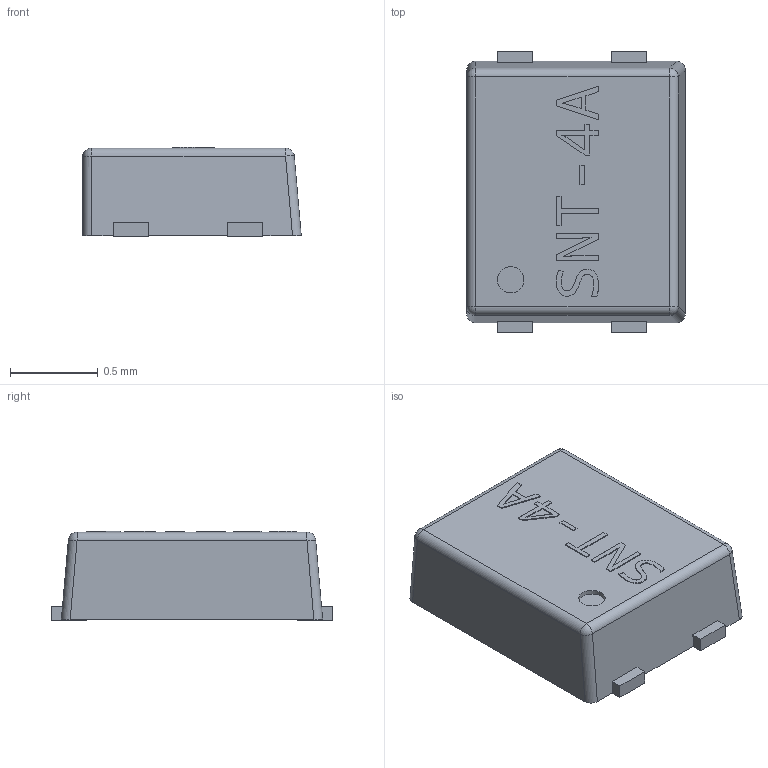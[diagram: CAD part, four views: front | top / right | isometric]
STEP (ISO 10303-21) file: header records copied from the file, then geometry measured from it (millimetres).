
FILE_DESCRIPTION(('FreeCAD Model'),'2;1');
FILE_NAME('SNT-4A.step','2020-01-13T00:23:45',( 'kicad StepUp'),('ksu MCAD'),'Open CASCADE STEP processor 7.3', 'FreeCAD','Unknown');
FILE_SCHEMA(('AUTOMOTIVE_DESIGN { 1 0 10303 214 1 1 1 1 }'));
Length unit declared in the file: millimetre
Products named in the file (1): SNT-4A
Bounding box: 1.24 x 1.6 x 0.51 mm (x, y, z)
Volume: 0.9 mm3; surface area: 6.2 mm2
Topology: 1 solids, 1 shells, 128 faces, 343 edges, 222 vertices
Faces by surface type: plane 91, extrusion 24, cylinder 9, sphere 4
Full cylindrical faces by diameter (mm): 0.15 x1
Entity records: 4906 total; most frequent: CARTESIAN_POINT 897, ORIENTED_EDGE 678, DIRECTION 543, EDGE_CURVE 339, VECTOR 297, LINE 273, VERTEX_POINT 222, FACE_BOUND 137
